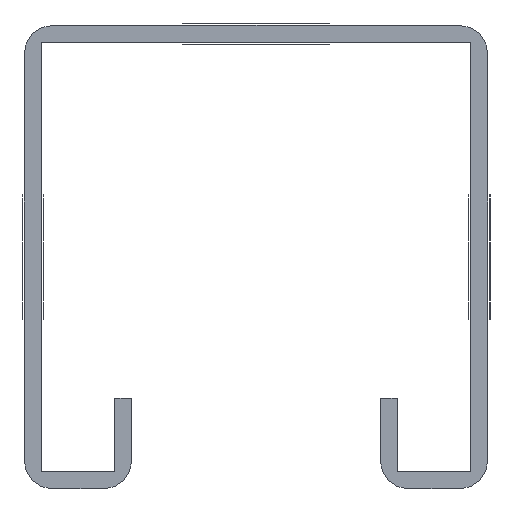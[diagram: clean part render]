
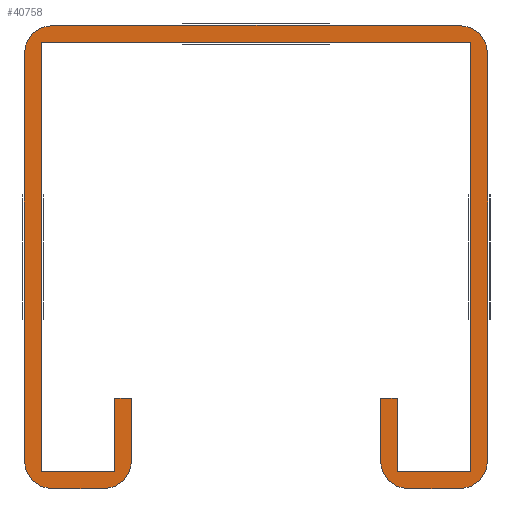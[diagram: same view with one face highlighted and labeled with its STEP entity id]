
A CAD part, left-side view. The second image highlights one B-rep face of the part: STEP entity #40758.
In plain terms, the highlighted planar face has unit normal (-1, 0, 0).
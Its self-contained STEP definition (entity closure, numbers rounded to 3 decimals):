
#2776=CIRCLE('',#41707,2.5);
#2777=CIRCLE('',#41708,2.5);
#2778=CIRCLE('',#41709,2.5);
#2779=CIRCLE('',#41710,2.5);
#2780=CIRCLE('',#41711,2.5);
#2781=CIRCLE('',#41712,2.5);
#4618=FACE_OUTER_BOUND('',#5558,.T.);
#5558=EDGE_LOOP('',(#32394,#32395,#32396,#32397,#32398,#32399,#32400,#32401,
#32402,#32403,#32404,#32405,#32406,#32407,#32408,#32409,#32410,#32411,#32412,
#32413,#32414,#32415));
#6497=LINE('',#55609,#12047);
#6513=LINE('',#55654,#12063);
#6517=LINE('',#55661,#12067);
#6518=LINE('',#55664,#12068);
#6519=LINE('',#55665,#12069);
#6520=LINE('',#55667,#12070);
#6521=LINE('',#55669,#12071);
#6522=LINE('',#55671,#12072);
#6523=LINE('',#55673,#12073);
#6524=LINE('',#55675,#12074);
#6525=LINE('',#55679,#12075);
#6526=LINE('',#55683,#12076);
#6527=LINE('',#55687,#12077);
#6528=LINE('',#55691,#12078);
#6529=LINE('',#55695,#12079);
#6530=LINE('',#55698,#12080);
#12047=VECTOR('',#44487,1.);
#12063=VECTOR('',#44519,1.);
#12067=VECTOR('',#44525,1.);
#12068=VECTOR('',#44528,1.);
#12069=VECTOR('',#44529,1.);
#12070=VECTOR('',#44530,1.);
#12071=VECTOR('',#44531,1.);
#12072=VECTOR('',#44532,1.);
#12073=VECTOR('',#44533,1.);
#12074=VECTOR('',#44534,1.);
#12075=VECTOR('',#44537,1.);
#12076=VECTOR('',#44540,1.);
#12077=VECTOR('',#44543,1.);
#12078=VECTOR('',#44546,1.);
#12079=VECTOR('',#44549,1.);
#12080=VECTOR('',#44552,1.);
#17595=VERTEX_POINT('',#55603);
#17597=VERTEX_POINT('',#55607);
#17618=VERTEX_POINT('',#55653);
#17619=VERTEX_POINT('',#55657);
#17620=VERTEX_POINT('',#55659);
#17621=VERTEX_POINT('',#55663);
#17622=VERTEX_POINT('',#55666);
#17623=VERTEX_POINT('',#55668);
#17624=VERTEX_POINT('',#55670);
#17625=VERTEX_POINT('',#55672);
#17626=VERTEX_POINT('',#55674);
#17627=VERTEX_POINT('',#55676);
#17628=VERTEX_POINT('',#55678);
#17629=VERTEX_POINT('',#55680);
#17630=VERTEX_POINT('',#55682);
#17631=VERTEX_POINT('',#55684);
#17632=VERTEX_POINT('',#55686);
#17633=VERTEX_POINT('',#55688);
#17634=VERTEX_POINT('',#55690);
#17635=VERTEX_POINT('',#55692);
#17636=VERTEX_POINT('',#55694);
#17637=VERTEX_POINT('',#55696);
#24969=EDGE_CURVE('',#17595,#17597,#6497,.T.);
#24991=EDGE_CURVE('',#17595,#17618,#6513,.T.);
#24995=EDGE_CURVE('',#17619,#17620,#6517,.T.);
#24996=EDGE_CURVE('',#17597,#17621,#6518,.T.);
#24997=EDGE_CURVE('',#17621,#17619,#6519,.T.);
#24998=EDGE_CURVE('',#17620,#17622,#6520,.T.);
#24999=EDGE_CURVE('',#17622,#17623,#6521,.T.);
#25000=EDGE_CURVE('',#17623,#17624,#6522,.T.);
#25001=EDGE_CURVE('',#17625,#17624,#6523,.T.);
#25002=EDGE_CURVE('',#17626,#17625,#6524,.T.);
#25003=EDGE_CURVE('',#17627,#17626,#2776,.T.);
#25004=EDGE_CURVE('',#17628,#17627,#6525,.T.);
#25005=EDGE_CURVE('',#17629,#17628,#2777,.T.);
#25006=EDGE_CURVE('',#17630,#17629,#6526,.T.);
#25007=EDGE_CURVE('',#17631,#17630,#2778,.T.);
#25008=EDGE_CURVE('',#17632,#17631,#6527,.T.);
#25009=EDGE_CURVE('',#17633,#17632,#2779,.T.);
#25010=EDGE_CURVE('',#17634,#17633,#6528,.T.);
#25011=EDGE_CURVE('',#17635,#17634,#2780,.T.);
#25012=EDGE_CURVE('',#17636,#17635,#6529,.T.);
#25013=EDGE_CURVE('',#17637,#17636,#2781,.T.);
#25014=EDGE_CURVE('',#17618,#17637,#6530,.T.);
#32394=ORIENTED_EDGE('',*,*,#24996,.T.);
#32395=ORIENTED_EDGE('',*,*,#24997,.T.);
#32396=ORIENTED_EDGE('',*,*,#24995,.T.);
#32397=ORIENTED_EDGE('',*,*,#24998,.T.);
#32398=ORIENTED_EDGE('',*,*,#24999,.T.);
#32399=ORIENTED_EDGE('',*,*,#25000,.T.);
#32400=ORIENTED_EDGE('',*,*,#25001,.F.);
#32401=ORIENTED_EDGE('',*,*,#25002,.F.);
#32402=ORIENTED_EDGE('',*,*,#25003,.F.);
#32403=ORIENTED_EDGE('',*,*,#25004,.F.);
#32404=ORIENTED_EDGE('',*,*,#25005,.F.);
#32405=ORIENTED_EDGE('',*,*,#25006,.F.);
#32406=ORIENTED_EDGE('',*,*,#25007,.F.);
#32407=ORIENTED_EDGE('',*,*,#25008,.F.);
#32408=ORIENTED_EDGE('',*,*,#25009,.F.);
#32409=ORIENTED_EDGE('',*,*,#25010,.F.);
#32410=ORIENTED_EDGE('',*,*,#25011,.F.);
#32411=ORIENTED_EDGE('',*,*,#25012,.F.);
#32412=ORIENTED_EDGE('',*,*,#25013,.F.);
#32413=ORIENTED_EDGE('',*,*,#25014,.F.);
#32414=ORIENTED_EDGE('',*,*,#24991,.F.);
#32415=ORIENTED_EDGE('',*,*,#24969,.T.);
#39824=PLANE('',#41706);
#40758=ADVANCED_FACE('',(#4618),#39824,.F.);
#41706=AXIS2_PLACEMENT_3D('',#55662,#44526,#44527);
#41707=AXIS2_PLACEMENT_3D('',#55677,#44535,#44536);
#41708=AXIS2_PLACEMENT_3D('',#55681,#44538,#44539);
#41709=AXIS2_PLACEMENT_3D('',#55685,#44541,#44542);
#41710=AXIS2_PLACEMENT_3D('',#55689,#44544,#44545);
#41711=AXIS2_PLACEMENT_3D('',#55693,#44547,#44548);
#41712=AXIS2_PLACEMENT_3D('',#55697,#44550,#44551);
#44487=DIRECTION('',(0.,0.,-1.));
#44519=DIRECTION('',(0.,-1.,0.));
#44525=DIRECTION('',(0.,-1.,0.));
#44526=DIRECTION('center_axis',(1.,0.,0.));
#44527=DIRECTION('ref_axis',(0.,0.,-1.));
#44528=DIRECTION('',(0.,1.,0.));
#44529=DIRECTION('',(0.,0.,1.));
#44530=DIRECTION('',(0.,0.,-1.));
#44531=DIRECTION('',(0.,1.,0.));
#44532=DIRECTION('',(0.,0.,1.));
#44533=DIRECTION('',(0.,-1.,0.));
#44534=DIRECTION('',(0.,0.,1.));
#44535=DIRECTION('center_axis',(1.,0.,0.));
#44536=DIRECTION('ref_axis',(0.,0.707,-0.707));
#44537=DIRECTION('',(0.,1.,0.));
#44538=DIRECTION('center_axis',(1.,0.,0.));
#44539=DIRECTION('ref_axis',(0.,-0.707,-0.707));
#44540=DIRECTION('',(0.,0.,-1.));
#44541=DIRECTION('center_axis',(1.,0.,0.));
#44542=DIRECTION('ref_axis',(0.,-0.707,0.707));
#44543=DIRECTION('',(0.,-1.,0.));
#44544=DIRECTION('center_axis',(1.,0.,0.));
#44545=DIRECTION('ref_axis',(0.,0.707,0.707));
#44546=DIRECTION('',(0.,0.,1.));
#44547=DIRECTION('center_axis',(1.,0.,0.));
#44548=DIRECTION('ref_axis',(0.,0.707,-0.707));
#44549=DIRECTION('',(0.,1.,0.));
#44550=DIRECTION('center_axis',(1.,0.,0.));
#44551=DIRECTION('ref_axis',(0.,-0.707,-0.707));
#44552=DIRECTION('',(0.,0.,-1.));
#55603=CARTESIAN_POINT('',(33.13,64.574,8.021));
#55607=CARTESIAN_POINT('',(33.13,64.574,1.521));
#55609=CARTESIAN_POINT('',(33.13,64.574,13.376));
#55653=CARTESIAN_POINT('',(33.13,63.074,8.021));
#55654=CARTESIAN_POINT('',(33.13,65.074,8.021));
#55657=CARTESIAN_POINT('',(33.13,71.074,39.521));
#55659=CARTESIAN_POINT('',(33.13,33.074,39.521));
#55661=CARTESIAN_POINT('',(33.13,52.074,39.521));
#55662=CARTESIAN_POINT('Origin',(33.13,52.074,21.981));
#55663=CARTESIAN_POINT('',(33.13,71.074,1.521));
#55664=CARTESIAN_POINT('',(33.13,58.574,1.521));
#55665=CARTESIAN_POINT('',(33.13,71.074,30.501));
#55666=CARTESIAN_POINT('',(33.13,33.074,1.521));
#55667=CARTESIAN_POINT('',(33.13,33.074,30.501));
#55668=CARTESIAN_POINT('',(33.13,39.574,1.521));
#55669=CARTESIAN_POINT('',(33.13,42.824,1.521));
#55670=CARTESIAN_POINT('',(33.13,39.574,8.021));
#55671=CARTESIAN_POINT('',(33.13,39.574,12.001));
#55672=CARTESIAN_POINT('',(33.13,41.074,8.021));
#55673=CARTESIAN_POINT('',(33.13,41.074,8.021));
#55674=CARTESIAN_POINT('',(33.13,41.074,2.521));
#55675=CARTESIAN_POINT('',(33.13,41.074,0.021));
#55676=CARTESIAN_POINT('',(33.13,38.574,0.021));
#55677=CARTESIAN_POINT('Origin',(33.13,38.574,2.521));
#55678=CARTESIAN_POINT('',(33.13,34.074,0.021));
#55679=CARTESIAN_POINT('',(33.13,31.574,0.021));
#55680=CARTESIAN_POINT('',(33.13,31.574,2.521));
#55681=CARTESIAN_POINT('Origin',(33.13,34.074,2.521));
#55682=CARTESIAN_POINT('',(33.13,31.574,38.521));
#55683=CARTESIAN_POINT('',(33.13,31.574,41.021));
#55684=CARTESIAN_POINT('',(33.13,34.074,41.021));
#55685=CARTESIAN_POINT('Origin',(33.13,34.074,38.521));
#55686=CARTESIAN_POINT('',(33.13,70.074,41.021));
#55687=CARTESIAN_POINT('',(33.13,72.574,41.021));
#55688=CARTESIAN_POINT('',(33.13,72.574,38.521));
#55689=CARTESIAN_POINT('Origin',(33.13,70.074,38.521));
#55690=CARTESIAN_POINT('',(33.13,72.574,2.521));
#55691=CARTESIAN_POINT('',(33.13,72.574,0.021));
#55692=CARTESIAN_POINT('',(33.13,70.074,0.021));
#55693=CARTESIAN_POINT('Origin',(33.13,70.074,2.521));
#55694=CARTESIAN_POINT('',(33.13,65.574,0.021));
#55695=CARTESIAN_POINT('',(33.13,63.074,0.021));
#55696=CARTESIAN_POINT('',(33.13,63.074,2.521));
#55697=CARTESIAN_POINT('Origin',(33.13,65.574,2.521));
#55698=CARTESIAN_POINT('',(33.13,63.074,8.021));
